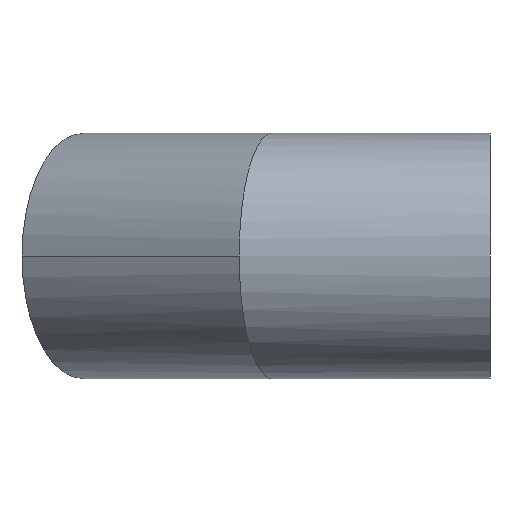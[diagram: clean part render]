
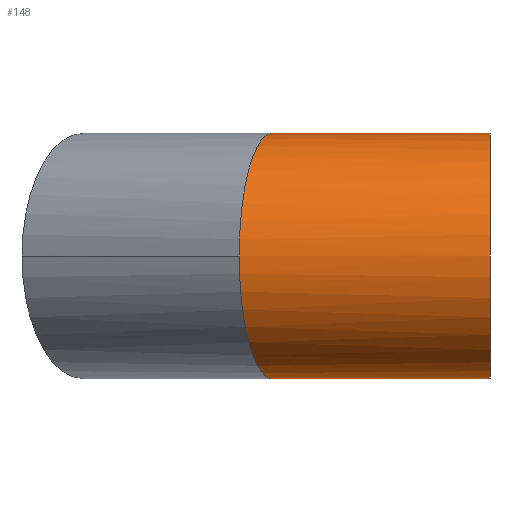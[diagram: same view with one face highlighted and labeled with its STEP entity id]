
A CAD part, left-side view. The second image highlights one B-rep face of the part: STEP entity #148.
In plain terms, the highlighted cylindrical face has radius 112.5 mm (diameter 225 mm), a partial arc.
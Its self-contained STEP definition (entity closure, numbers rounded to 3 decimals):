
#6 = LINE ( 'NONE', #277, #58 ) ;
#24 = EDGE_CURVE ( 'NONE', #345, #252, #133, .T. ) ;
#43 = CARTESIAN_POINT ( 'NONE',  ( 0., 199.89, 112.5 ) ) ;
#47 =( BOUNDED_CURVE ( )  B_SPLINE_CURVE ( 3, ( #135, #221, #248, #52 ),
 .UNSPECIFIED., .F., .F. ) 
 B_SPLINE_CURVE_WITH_KNOTS ( ( 4, 4 ),
 ( 0., 1.571 ),
 .UNSPECIFIED. ) 
 CURVE ( )  GEOMETRIC_REPRESENTATION_ITEM ( )  RATIONAL_B_SPLINE_CURVE ( ( 1., 0.805, 0.805, 1. ) ) 
 REPRESENTATION_ITEM ( '' )  );
#52 = CARTESIAN_POINT ( 'NONE',  ( 0., 199.89, -112.5 ) ) ;
#53 = VERTEX_POINT ( 'NONE', #187 ) ;
#56 = ORIENTED_EDGE ( 'NONE', *, *, #102, .T. ) ;
#58 = VECTOR ( 'NONE', #214, 1000. ) ;
#73 = ORIENTED_EDGE ( 'NONE', *, *, #24, .T. ) ;
#84 = ORIENTED_EDGE ( 'NONE', *, *, #196, .T. ) ;
#98 = CARTESIAN_POINT ( 'NONE',  ( 0., 0., 112.5 ) ) ;
#102 = EDGE_CURVE ( 'NONE', #53, #141, #159, .T. ) ;
#129 = CARTESIAN_POINT ( 'NONE',  ( -112.5, 230.034, 0. ) ) ;
#133 =( BOUNDED_CURVE ( )  B_SPLINE_CURVE ( 3, ( #152, #269, #299, #236 ),
 .UNSPECIFIED., .F., .F. ) 
 B_SPLINE_CURVE_WITH_KNOTS ( ( 4, 4 ),
 ( 4.712, 6.283 ),
 .UNSPECIFIED. ) 
 CURVE ( )  GEOMETRIC_REPRESENTATION_ITEM ( )  RATIONAL_B_SPLINE_CURVE ( ( 1., 0.805, 0.805, 1. ) ) 
 REPRESENTATION_ITEM ( '' )  );
#135 = CARTESIAN_POINT ( 'NONE',  ( -112.5, 230.034, 0. ) ) ;
#141 = VERTEX_POINT ( 'NONE', #98 ) ;
#145 = VERTEX_POINT ( 'NONE', #331 ) ;
#148 = ADVANCED_FACE ( 'NONE', ( #387 ), #307, .T. ) ;
#152 = CARTESIAN_POINT ( 'NONE',  ( 0., 199.89, 112.5 ) ) ;
#155 = CARTESIAN_POINT ( 'NONE',  ( 0., 0., 0. ) ) ;
#157 = DIRECTION ( 'NONE',  ( 0., 1., 0. ) ) ;
#159 = CIRCLE ( 'NONE', #367, 112.5 ) ;
#161 = DIRECTION ( 'NONE',  ( 0., 0., 1. ) ) ;
#167 = ORIENTED_EDGE ( 'NONE', *, *, #278, .T. ) ;
#177 = EDGE_LOOP ( 'NONE', ( #209, #56, #84, #73, #167 ) ) ;
#181 = AXIS2_PLACEMENT_3D ( 'NONE', #276, #359, #161 ) ;
#187 = CARTESIAN_POINT ( 'NONE',  ( 0., 0., -112.5 ) ) ;
#189 = DIRECTION ( 'NONE',  ( 0., 1., 0. ) ) ;
#196 = EDGE_CURVE ( 'NONE', #141, #345, #6, .T. ) ;
#209 = ORIENTED_EDGE ( 'NONE', *, *, #237, .F. ) ;
#214 = DIRECTION ( 'NONE',  ( 0., 1., 0. ) ) ;
#217 = DIRECTION ( 'NONE',  ( 0., 0., 1. ) ) ;
#221 = CARTESIAN_POINT ( 'NONE',  ( -112.5, 230.034, -65.901 ) ) ;
#236 = CARTESIAN_POINT ( 'NONE',  ( -112.5, 230.034, 0. ) ) ;
#237 = EDGE_CURVE ( 'NONE', #53, #145, #332, .T. ) ;
#248 = CARTESIAN_POINT ( 'NONE',  ( -65.901, 217.548, -112.5 ) ) ;
#252 = VERTEX_POINT ( 'NONE', #129 ) ;
#269 = CARTESIAN_POINT ( 'NONE',  ( -65.901, 217.548, 112.5 ) ) ;
#276 = CARTESIAN_POINT ( 'NONE',  ( 0., 0., 0. ) ) ;
#277 = CARTESIAN_POINT ( 'NONE',  ( 0., 0., 112.5 ) ) ;
#278 = EDGE_CURVE ( 'NONE', #252, #145, #47, .T. ) ;
#299 = CARTESIAN_POINT ( 'NONE',  ( -112.5, 230.034, 65.901 ) ) ;
#307 = CYLINDRICAL_SURFACE ( 'NONE', #181, 112.5 ) ;
#308 = CARTESIAN_POINT ( 'NONE',  ( 0., 0., -112.5 ) ) ;
#323 = VECTOR ( 'NONE', #189, 1000. ) ;
#331 = CARTESIAN_POINT ( 'NONE',  ( 0., 199.89, -112.5 ) ) ;
#332 = LINE ( 'NONE', #308, #323 ) ;
#345 = VERTEX_POINT ( 'NONE', #43 ) ;
#359 = DIRECTION ( 'NONE',  ( 0., 1., 0. ) ) ;
#367 = AXIS2_PLACEMENT_3D ( 'NONE', #155, #157, #217 ) ;
#387 = FACE_OUTER_BOUND ( 'NONE', #177, .T. ) ;
